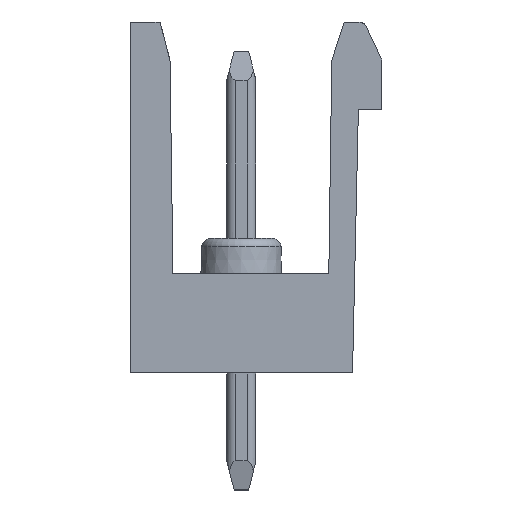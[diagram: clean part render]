
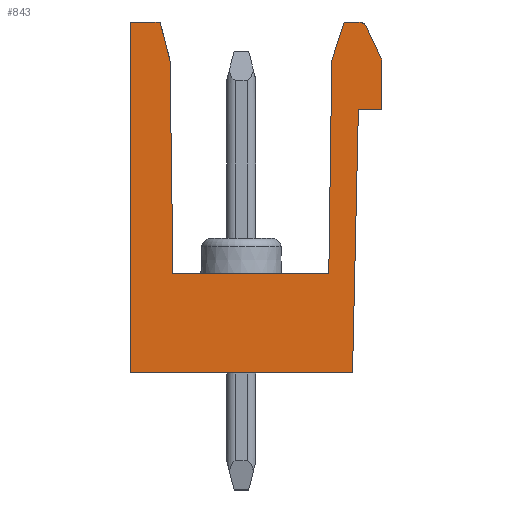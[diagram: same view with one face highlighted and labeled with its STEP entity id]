
A CAD part, left-side view. The second image highlights one B-rep face of the part: STEP entity #843.
In plain terms, the highlighted planar face has unit normal (-1, 0, 0).
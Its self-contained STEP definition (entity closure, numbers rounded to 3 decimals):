
#843=ADVANCED_FACE('',(#1939),#1475,.F.);
#1475=PLANE('',#12105);
#1939=FACE_OUTER_BOUND('',#2574,.T.);
#2574=EDGE_LOOP('',(#3967,#3968,#3969,#3970,#3971,#3972,#3973,#3974,#3975,
#3976,#3977,#3978,#3979,#3980,#3981,#3982));
#3263=CIRCLE('',#12104,0.3);
#3967=ORIENTED_EDGE('',*,*,#8403,.F.);
#3968=ORIENTED_EDGE('',*,*,#8404,.T.);
#3969=ORIENTED_EDGE('',*,*,#7982,.T.);
#3970=ORIENTED_EDGE('',*,*,#8274,.F.);
#3971=ORIENTED_EDGE('',*,*,#8405,.F.);
#3972=ORIENTED_EDGE('',*,*,#8381,.F.);
#3973=ORIENTED_EDGE('',*,*,#8378,.F.);
#3974=ORIENTED_EDGE('',*,*,#8375,.F.);
#3975=ORIENTED_EDGE('',*,*,#8402,.F.);
#3976=ORIENTED_EDGE('',*,*,#8406,.F.);
#3977=ORIENTED_EDGE('',*,*,#8407,.T.);
#3978=ORIENTED_EDGE('',*,*,#8408,.F.);
#3979=ORIENTED_EDGE('',*,*,#8409,.F.);
#3980=ORIENTED_EDGE('',*,*,#8301,.F.);
#3981=ORIENTED_EDGE('',*,*,#8300,.F.);
#3982=ORIENTED_EDGE('',*,*,#8299,.F.);
#6848=VERTEX_POINT('',#16605);
#6849=VERTEX_POINT('',#16607);
#7081=VERTEX_POINT('',#17376);
#7093=VERTEX_POINT('',#17415);
#7094=VERTEX_POINT('',#17417);
#7095=VERTEX_POINT('',#17419);
#7096=VERTEX_POINT('',#17421);
#7141=VERTEX_POINT('',#17531);
#7150=VERTEX_POINT('',#17561);
#7151=VERTEX_POINT('',#17565);
#7154=VERTEX_POINT('',#17572);
#7167=VERTEX_POINT('',#17615);
#7168=VERTEX_POINT('',#17619);
#7169=VERTEX_POINT('',#17623);
#7170=VERTEX_POINT('',#17625);
#7171=VERTEX_POINT('',#17627);
#7982=EDGE_CURVE('',#6849,#6848,#9690,.T.);
#8274=EDGE_CURVE('',#7081,#6848,#9860,.T.);
#8299=EDGE_CURVE('',#7093,#7094,#9867,.T.);
#8300=EDGE_CURVE('',#7094,#7095,#9868,.T.);
#8301=EDGE_CURVE('',#7095,#7096,#9869,.T.);
#8375=EDGE_CURVE('',#7150,#7141,#9905,.T.);
#8378=EDGE_CURVE('',#7141,#7151,#9908,.T.);
#8381=EDGE_CURVE('',#7151,#7154,#9911,.T.);
#8402=EDGE_CURVE('',#7167,#7150,#9929,.T.);
#8403=EDGE_CURVE('',#7168,#7093,#9930,.T.);
#8404=EDGE_CURVE('',#7168,#6849,#9931,.T.);
#8405=EDGE_CURVE('',#7154,#7081,#9932,.T.);
#8406=EDGE_CURVE('',#7169,#7167,#3263,.T.);
#8407=EDGE_CURVE('',#7169,#7170,#9933,.T.);
#8408=EDGE_CURVE('',#7171,#7170,#9934,.T.);
#8409=EDGE_CURVE('',#7096,#7171,#9935,.T.);
#9690=LINE('',#16606,#10786);
#9860=LINE('',#17377,#10956);
#9867=LINE('',#17416,#10963);
#9868=LINE('',#17418,#10964);
#9869=LINE('',#17420,#10965);
#9905=LINE('',#17562,#11001);
#9908=LINE('',#17568,#11004);
#9911=LINE('',#17574,#11007);
#9929=LINE('',#17616,#11025);
#9930=LINE('',#17618,#11026);
#9931=LINE('',#17620,#11027);
#9932=LINE('',#17621,#11028);
#9933=LINE('',#17624,#11029);
#9934=LINE('',#17626,#11030);
#9935=LINE('',#17628,#11031);
#10786=VECTOR('',#13092,1.);
#10956=VECTOR('',#13538,1.);
#10963=VECTOR('',#13585,1.);
#10964=VECTOR('',#13586,1.);
#10965=VECTOR('',#13587,1.);
#11001=VECTOR('',#13725,1.);
#11004=VECTOR('',#13730,1.);
#11007=VECTOR('',#13735,1.);
#11025=VECTOR('',#13775,1.);
#11026=VECTOR('',#13778,1.);
#11027=VECTOR('',#13779,1.);
#11028=VECTOR('',#13780,1.);
#11029=VECTOR('',#13783,1.);
#11030=VECTOR('',#13784,1.);
#11031=VECTOR('',#13785,1.);
#12104=AXIS2_PLACEMENT_3D('',#17622,#13781,#13782);
#12105=AXIS2_PLACEMENT_3D('',#17629,#13786,#13787);
#13092=DIRECTION('',(0.,1.,0.));
#13538=DIRECTION('',(0.,0.,1.));
#13585=DIRECTION('',(0.,-1.,0.));
#13586=DIRECTION('',(0.,-1.,0.));
#13587=DIRECTION('',(0.,-1.,0.));
#13725=DIRECTION('',(0.,0.,-1.));
#13730=DIRECTION('',(0.,1.,0.));
#13735=DIRECTION('',(0.,0.022,-1.));
#13775=DIRECTION('',(0.,-0.419,-0.908));
#13778=DIRECTION('',(0.,-0.014,-1.));
#13779=DIRECTION('',(0.,0.25,0.968));
#13780=DIRECTION('',(0.,1.,0.));
#13781=DIRECTION('',(1.,0.,0.));
#13782=DIRECTION('',(0.,0.,1.));
#13783=DIRECTION('',(0.,1.,0.));
#13784=DIRECTION('',(0.,-0.306,0.952));
#13785=DIRECTION('',(0.,-0.014,1.));
#13786=DIRECTION('',(1.,0.,0.));
#13787=DIRECTION('',(0.,-1.,0.));
#16605=CARTESIAN_POINT('',(0.,8.6,0.));
#16606=CARTESIAN_POINT('',(0.,6.85,0.));
#16607=CARTESIAN_POINT('',(0.,7.577,0.));
#17376=CARTESIAN_POINT('',(0.,8.6,-12.));
#17377=CARTESIAN_POINT('',(0.,8.6,-12.));
#17415=CARTESIAN_POINT('',(0.,7.139,-8.6));
#17416=CARTESIAN_POINT('',(0.,4.3,-8.6));
#17417=CARTESIAN_POINT('',(0.,5.3,-8.6));
#17418=CARTESIAN_POINT('',(0.,5.3,-8.6));
#17419=CARTESIAN_POINT('',(0.,4.3,-8.6));
#17420=CARTESIAN_POINT('',(0.,4.3,-8.6));
#17421=CARTESIAN_POINT('',(0.,1.811,-8.6));
#17531=CARTESIAN_POINT('',(0.,0.,-3.));
#17561=CARTESIAN_POINT('',(0.,0.,-1.3));
#17562=CARTESIAN_POINT('',(0.,0.,-1.3));
#17565=CARTESIAN_POINT('',(0.,0.8,-3.));
#17568=CARTESIAN_POINT('',(0.,0.,-3.));
#17572=CARTESIAN_POINT('',(0.,1.,-12.));
#17574=CARTESIAN_POINT('',(0.,0.8,-3.));
#17615=CARTESIAN_POINT('',(0.,0.52,-0.174));
#17616=CARTESIAN_POINT('',(0.,0.52,-0.174));
#17618=CARTESIAN_POINT('',(0.,7.172,-6.2));
#17619=CARTESIAN_POINT('',(0.,7.241,-1.3));
#17620=CARTESIAN_POINT('',(0.,5.916,-6.418));
#17621=CARTESIAN_POINT('',(0.,1.,-12.));
#17622=CARTESIAN_POINT('',(0.,0.792,-0.3));
#17623=CARTESIAN_POINT('',(0.,0.792,0.));
#17624=CARTESIAN_POINT('',(0.,0.792,0.));
#17625=CARTESIAN_POINT('',(0.,1.291,0.));
#17626=CARTESIAN_POINT('',(0.,1.709,-1.3));
#17627=CARTESIAN_POINT('',(0.,1.709,-1.3));
#17628=CARTESIAN_POINT('',(0.,1.846,-11.1));
#17629=CARTESIAN_POINT('',(0.,4.3,-6.));
